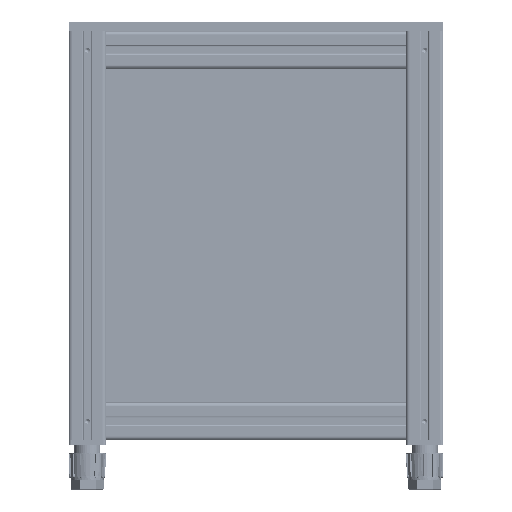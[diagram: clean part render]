
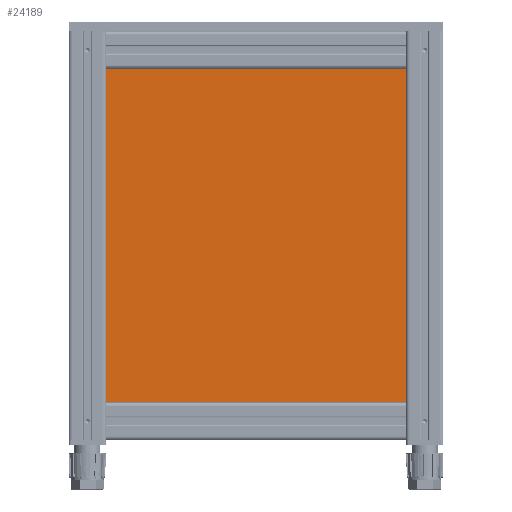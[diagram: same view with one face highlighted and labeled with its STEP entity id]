
A CAD part, left-side view. The second image highlights one B-rep face of the part: STEP entity #24189.
In plain terms, the highlighted planar face has unit normal (-1, 0, 0).
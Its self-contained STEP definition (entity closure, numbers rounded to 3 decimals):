
#24189=ADVANCED_FACE('',(#33436),#33437,.T.);
#33436=FACE_OUTER_BOUND('',#44602,.T.);
#33437=PLANE('',#44603);
#44602=EDGE_LOOP('',(#64313,#64314,#64315,#64316));
#44603=AXIS2_PLACEMENT_3D('',#64317,#64318,#64319);
#64313=ORIENTED_EDGE('',*,*,#89163,.F.);
#64314=ORIENTED_EDGE('',*,*,#89159,.F.);
#64315=ORIENTED_EDGE('',*,*,#89151,.F.);
#64316=ORIENTED_EDGE('',*,*,#89155,.F.);
#64317=CARTESIAN_POINT('',(-782.,0.,218.));
#64318=DIRECTION('',(-1.0,0.,0.));
#64319=DIRECTION('',(0.,-1.0,0.));
#89151=EDGE_CURVE('',#104342,#104337,#104344,.T.);
#89155=EDGE_CURVE('',#104348,#104342,#104350,.T.);
#89159=EDGE_CURVE('',#104337,#104352,#104356,.T.);
#89163=EDGE_CURVE('',#104352,#104348,#104360,.T.);
#104337=VERTEX_POINT('',#128870);
#104342=VERTEX_POINT('',#128877);
#104344=LINE('',#128880,#128881);
#104348=VERTEX_POINT('',#128886);
#104350=LINE('',#128889,#128890);
#104352=VERTEX_POINT('',#128892);
#104356=LINE('',#128898,#128899);
#104360=LINE('',#128904,#128905);
#128870=CARTESIAN_POINT('',(-782.,-170.,30.));
#128877=CARTESIAN_POINT('',(-782.,-170.,406.));
#128880=CARTESIAN_POINT('',(-782.,-170.,218.));
#128881=VECTOR('',#152655,1.0);
#128886=CARTESIAN_POINT('',(-782.,170.,406.));
#128889=CARTESIAN_POINT('',(-782.,0.,406.));
#128890=VECTOR('',#152658,1.0);
#128892=CARTESIAN_POINT('',(-782.,170.,30.));
#128898=CARTESIAN_POINT('',(-782.,0.,30.));
#128899=VECTOR('',#152661,1.0);
#128904=CARTESIAN_POINT('',(-782.,170.,218.));
#128905=VECTOR('',#152663,1.0);
#152655=DIRECTION('',(0.0,0.,-1.0));
#152658=DIRECTION('',(0.,-1.0,0.));
#152661=DIRECTION('',(0.,1.0,0.));
#152663=DIRECTION('',(0.0,0.,1.0));
